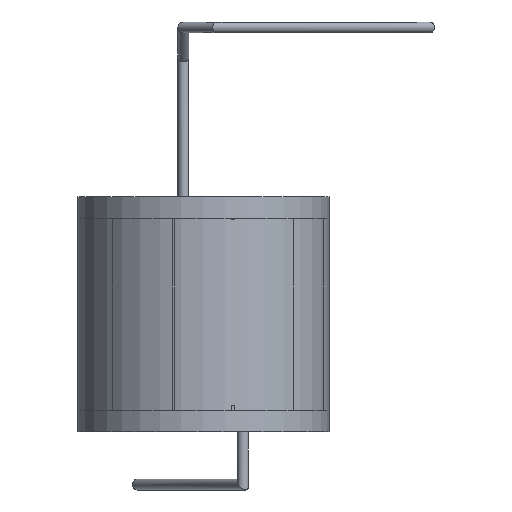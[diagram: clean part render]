
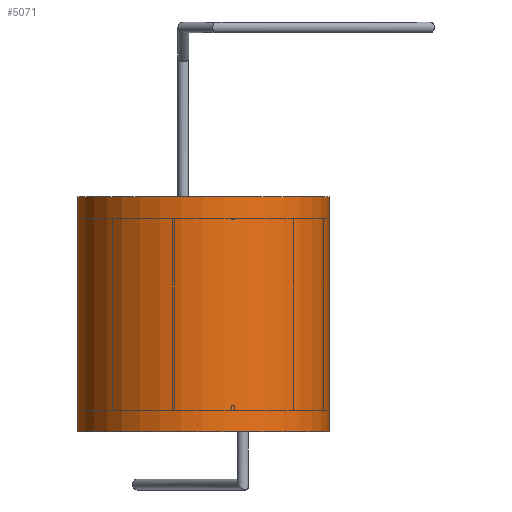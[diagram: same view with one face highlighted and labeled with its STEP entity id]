
A CAD part, left-side view. The second image highlights one B-rep face of the part: STEP entity #5071.
In plain terms, the highlighted cylindrical face has radius 604.844 mm (diameter 1209.69 mm), a full revolution.
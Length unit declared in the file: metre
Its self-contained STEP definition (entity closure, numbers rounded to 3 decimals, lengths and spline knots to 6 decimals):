
#332=CYLINDRICAL_SURFACE('',#5896,0.604844);
#1309=ORIENTED_EDGE('',*,*,#1672,.F.);
#1310=ORIENTED_EDGE('',*,*,#1454,.T.);
#1454=EDGE_CURVE('',#1944,#1944,#2433,.T.);
#1672=EDGE_CURVE('',#2162,#2162,#2646,.T.);
#1944=VERTEX_POINT('',#7880);
#2162=VERTEX_POINT('',#8430);
#2433=CIRCLE('',#5300,0.604844);
#2646=CIRCLE('',#5632,0.604844);
#3753=EDGE_LOOP('',(#1309));
#3754=EDGE_LOOP('',(#1310));
#4733=FACE_BOUND('',#3753,.T.);
#4734=FACE_BOUND('',#3754,.T.);
#5071=ADVANCED_FACE('',(#4733,#4734),#332,.T.);
#5300=AXIS2_PLACEMENT_3D('',#7879,#6327,#6328);
#5632=AXIS2_PLACEMENT_3D('',#8429,#6991,#6992);
#5896=AXIS2_PLACEMENT_3D('',#8825,#7519,#7520);
#6327=DIRECTION('',(0.,0.,1.));
#6328=DIRECTION('',(1.,0.,0.));
#6991=DIRECTION('',(0.,0.,1.));
#6992=DIRECTION('',(1.,0.,0.));
#7519=DIRECTION('',(0.,0.,-1.));
#7520=DIRECTION('',(-1.,0.,0.));
#7879=CARTESIAN_POINT('',(0.,0.,-0.127));
#7880=CARTESIAN_POINT('',(0.604844,0.,-0.127));
#8429=CARTESIAN_POINT('',(0.,0.,1.0033));
#8430=CARTESIAN_POINT('',(0.604844,0.,1.0033));
#8825=CARTESIAN_POINT('',(0.,0.,1.0033));
